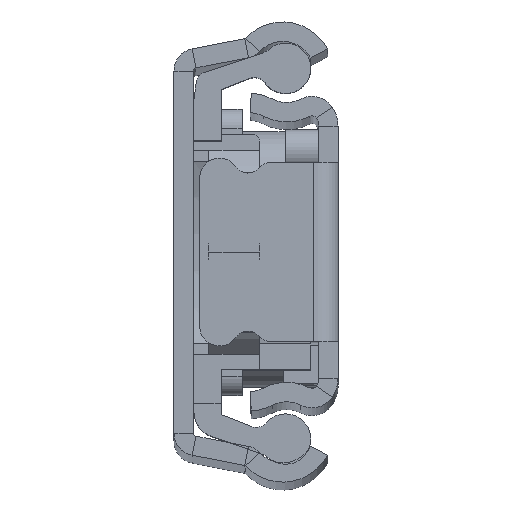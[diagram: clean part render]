
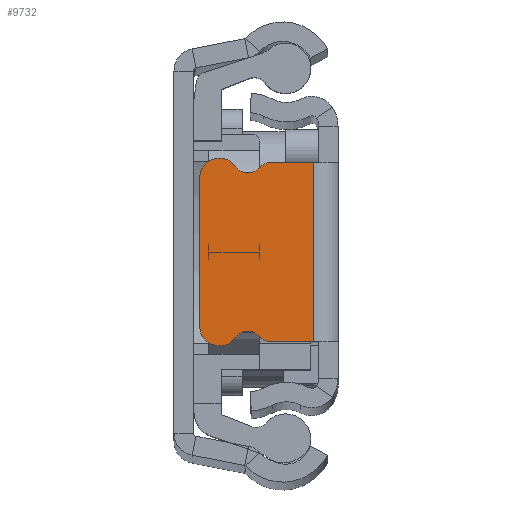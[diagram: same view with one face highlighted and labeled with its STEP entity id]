
A CAD part, top view. The second image highlights one B-rep face of the part: STEP entity #9732.
In plain terms, the highlighted planar face has unit normal (0, 0, 1).
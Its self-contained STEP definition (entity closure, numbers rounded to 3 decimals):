
#236 = CARTESIAN_POINT ( 'NONE',  ( -6.99, 7.212, 0. ) ) ;
#238 = ORIENTED_EDGE ( 'NONE', *, *, #3882, .T. ) ;
#356 = CARTESIAN_POINT ( 'NONE',  ( -6.99, -7.212, 0. ) ) ;
#395 = EDGE_CURVE ( 'NONE', #4733, #12672, #6384, .T. ) ;
#528 = EDGE_CURVE ( 'NONE', #2033, #13801, #6521, .T. ) ;
#532 = CARTESIAN_POINT ( 'NONE',  ( -6.99, 7.212, 0. ) ) ;
#575 = EDGE_CURVE ( 'NONE', #8828, #5224, #7653, .T. ) ;
#628 = VECTOR ( 'NONE', #2621, 1000. ) ;
#659 = CARTESIAN_POINT ( 'NONE',  ( -9.2, -7.25, 0. ) ) ;
#756 = CARTESIAN_POINT ( 'NONE',  ( 1.206, 6.95, 0. ) ) ;
#786 = EDGE_CURVE ( 'NONE', #11088, #8828, #15148, .T. ) ;
#903 = VERTEX_POINT ( 'NONE', #659 ) ;
#920 = CARTESIAN_POINT ( 'NONE',  ( -10.7, 5.75, 0. ) ) ;
#946 = ORIENTED_EDGE ( 'NONE', *, *, #2605, .T. ) ;
#988 = CARTESIAN_POINT ( 'NONE',  ( -1.9, -7.25, 0. ) ) ;
#1325 = DIRECTION ( 'NONE',  ( 0., 0., 1. ) ) ;
#1536 = CARTESIAN_POINT ( 'NONE',  ( -9.2, 5.75, 0. ) ) ;
#1571 = EDGE_CURVE ( 'NONE', #5224, #7695, #9821, .T. ) ;
#1572 = LINE ( 'NONE', #13680, #10538 ) ;
#1783 = DIRECTION ( 'NONE',  ( 0., -1., 0. ) ) ;
#2033 = VERTEX_POINT ( 'NONE', #4283 ) ;
#2124 = CARTESIAN_POINT ( 'NONE',  ( -5.078, 5.45, 0. ) ) ;
#2556 = CIRCLE ( 'NONE', #11355, 1.5 ) ;
#2605 = EDGE_CURVE ( 'NONE', #13801, #13913, #2556, .T. ) ;
#2621 = DIRECTION ( 'NONE',  ( 1., 0., 0. ) ) ;
#2783 = DIRECTION ( 'NONE',  ( -1., 0., 0. ) ) ;
#3044 = CARTESIAN_POINT ( 'NONE',  ( -7.9, 6.593, 0. ) ) ;
#3099 = EDGE_CURVE ( 'NONE', #4663, #11088, #10341, .T. ) ;
#3266 = PLANE ( 'NONE',  #3719 ) ;
#3350 = ORIENTED_EDGE ( 'NONE', *, *, #786, .T. ) ;
#3373 = DIRECTION ( 'NONE',  ( 0., 1., 0. ) ) ;
#3516 = ORIENTED_EDGE ( 'NONE', *, *, #6700, .T. ) ;
#3719 = AXIS2_PLACEMENT_3D ( 'NONE', #15288, #15208, #8091 ) ;
#3804 = DIRECTION ( 'NONE',  ( 0., -1., 0. ) ) ;
#3824 = DIRECTION ( 'NONE',  ( 0., 1., 0. ) ) ;
#3843 = DIRECTION ( 'NONE',  ( -1., 0., 0. ) ) ;
#3882 = EDGE_CURVE ( 'NONE', #12672, #8706, #1572, .T. ) ;
#3903 = CARTESIAN_POINT ( 'NONE',  ( 0., -6.95, 0. ) ) ;
#4134 = CIRCLE ( 'NONE', #5139, 1.5 ) ;
#4283 = CARTESIAN_POINT ( 'NONE',  ( -1.9, 6.95, 0. ) ) ;
#4424 = CARTESIAN_POINT ( 'NONE',  ( -10.7, 0., 0. ) ) ;
#4451 = VERTEX_POINT ( 'NONE', #7336 ) ;
#4663 = VERTEX_POINT ( 'NONE', #6375 ) ;
#4670 = CIRCLE ( 'NONE', #5716, 1.1 ) ;
#4733 = VERTEX_POINT ( 'NONE', #3044 ) ;
#4783 = ORIENTED_EDGE ( 'NONE', *, *, #7383, .T. ) ;
#5124 = ORIENTED_EDGE ( 'NONE', *, *, #12610, .T. ) ;
#5139 = AXIS2_PLACEMENT_3D ( 'NONE', #1536, #8853, #2783 ) ;
#5180 = VECTOR ( 'NONE', #11425, 1000. ) ;
#5224 = VERTEX_POINT ( 'NONE', #13231 ) ;
#5383 = AXIS2_PLACEMENT_3D ( 'NONE', #356, #13404, #3804 ) ;
#5402 = VECTOR ( 'NONE', #5874, 1000. ) ;
#5551 = LINE ( 'NONE', #4424, #5180 ) ;
#5637 = AXIS2_PLACEMENT_3D ( 'NONE', #7222, #15200, #14255 ) ;
#5716 = AXIS2_PLACEMENT_3D ( 'NONE', #532, #7853, #1783 ) ;
#5743 = DIRECTION ( 'NONE',  ( 0., 0., 1. ) ) ;
#5805 = DIRECTION ( 'NONE',  ( 0., 1., 0. ) ) ;
#5815 = ORIENTED_EDGE ( 'NONE', *, *, #395, .T. ) ;
#5874 = DIRECTION ( 'NONE',  ( 0., -1., 0. ) ) ;
#6375 = CARTESIAN_POINT ( 'NONE',  ( -9.14, -7.25, 0. ) ) ;
#6384 = CIRCLE ( 'NONE', #7644, 1.5 ) ;
#6432 = CIRCLE ( 'NONE', #8446, 1.1 ) ;
#6521 = LINE ( 'NONE', #756, #9895 ) ;
#6700 = EDGE_CURVE ( 'NONE', #9656, #8144, #5551, .T. ) ;
#7222 = CARTESIAN_POINT ( 'NONE',  ( -5.078, -5.45, 0. ) ) ;
#7336 = CARTESIAN_POINT ( 'NONE',  ( -6.99, 6.112, 0. ) ) ;
#7383 = EDGE_CURVE ( 'NONE', #4451, #4733, #4670, .T. ) ;
#7454 = CARTESIAN_POINT ( 'NONE',  ( -6.181, -6.467, 0. ) ) ;
#7550 = DIRECTION ( 'NONE',  ( 1., 0., 0. ) ) ;
#7644 = AXIS2_PLACEMENT_3D ( 'NONE', #12096, #1325, #3824 ) ;
#7653 = CIRCLE ( 'NONE', #5637, 1.5 ) ;
#7695 = VERTEX_POINT ( 'NONE', #14495 ) ;
#7853 = DIRECTION ( 'NONE',  ( 0., 0., -1. ) ) ;
#8025 = DIRECTION ( 'NONE',  ( -1., 0., 0. ) ) ;
#8091 = DIRECTION ( 'NONE',  ( -1., 0., 0. ) ) ;
#8144 = VERTEX_POINT ( 'NONE', #11788 ) ;
#8446 = AXIS2_PLACEMENT_3D ( 'NONE', #236, #11231, #8952 ) ;
#8624 = CARTESIAN_POINT ( 'NONE',  ( -9.14, 7.25, 0. ) ) ;
#8633 = ORIENTED_EDGE ( 'NONE', *, *, #13502, .T. ) ;
#8706 = VERTEX_POINT ( 'NONE', #13341 ) ;
#8828 = VERTEX_POINT ( 'NONE', #7454 ) ;
#8853 = DIRECTION ( 'NONE',  ( 0., 0., 1. ) ) ;
#8908 = ORIENTED_EDGE ( 'NONE', *, *, #575, .T. ) ;
#8952 = DIRECTION ( 'NONE',  ( 0., -1., 0. ) ) ;
#9493 = LINE ( 'NONE', #988, #5402 ) ;
#9656 = VERTEX_POINT ( 'NONE', #920 ) ;
#9732 = ADVANCED_FACE ( 'NONE', ( #12430 ), #3266, .F. ) ;
#9821 = LINE ( 'NONE', #3903, #15461 ) ;
#9895 = VECTOR ( 'NONE', #15130, 1000. ) ;
#9898 = AXIS2_PLACEMENT_3D ( 'NONE', #10523, #5743, #8025 ) ;
#10341 = CIRCLE ( 'NONE', #14595, 1.5 ) ;
#10503 = EDGE_LOOP ( 'NONE', ( #12415, #11832, #11520, #946, #8633, #4783, #5815, #238, #5124, #3516, #13821, #14098, #13538, #3350, #8908 ) ) ;
#10523 = CARTESIAN_POINT ( 'NONE',  ( -9.2, -5.75, 0. ) ) ;
#10538 = VECTOR ( 'NONE', #3843, 1000. ) ;
#10910 = CIRCLE ( 'NONE', #9898, 1.5 ) ;
#11088 = VERTEX_POINT ( 'NONE', #14674 ) ;
#11231 = DIRECTION ( 'NONE',  ( 0., 0., -1. ) ) ;
#11355 = AXIS2_PLACEMENT_3D ( 'NONE', #2124, #12986, #3373 ) ;
#11425 = DIRECTION ( 'NONE',  ( 0., -1., 0. ) ) ;
#11520 = ORIENTED_EDGE ( 'NONE', *, *, #528, .T. ) ;
#11788 = CARTESIAN_POINT ( 'NONE',  ( -10.7, -5.75, 0. ) ) ;
#11832 = ORIENTED_EDGE ( 'NONE', *, *, #12435, .F. ) ;
#11970 = EDGE_CURVE ( 'NONE', #8144, #903, #10910, .T. ) ;
#12096 = CARTESIAN_POINT ( 'NONE',  ( -9.14, 5.75, 0. ) ) ;
#12415 = ORIENTED_EDGE ( 'NONE', *, *, #1571, .T. ) ;
#12430 = FACE_OUTER_BOUND ( 'NONE', #10503, .T. ) ;
#12435 = EDGE_CURVE ( 'NONE', #2033, #7695, #9493, .T. ) ;
#12610 = EDGE_CURVE ( 'NONE', #8706, #9656, #4134, .T. ) ;
#12672 = VERTEX_POINT ( 'NONE', #8624 ) ;
#12704 = EDGE_CURVE ( 'NONE', #903, #4663, #14574, .T. ) ;
#12986 = DIRECTION ( 'NONE',  ( 0., 0., 1. ) ) ;
#13028 = CARTESIAN_POINT ( 'NONE',  ( -5.078, 6.95, 0. ) ) ;
#13231 = CARTESIAN_POINT ( 'NONE',  ( -5.078, -6.95, 0. ) ) ;
#13341 = CARTESIAN_POINT ( 'NONE',  ( -9.2, 7.25, 0. ) ) ;
#13404 = DIRECTION ( 'NONE',  ( 0., 0., -1. ) ) ;
#13405 = CARTESIAN_POINT ( 'NONE',  ( 0., -7.25, 0. ) ) ;
#13409 = CARTESIAN_POINT ( 'NONE',  ( -6.181, 6.467, 0. ) ) ;
#13502 = EDGE_CURVE ( 'NONE', #13913, #4451, #6432, .T. ) ;
#13538 = ORIENTED_EDGE ( 'NONE', *, *, #3099, .T. ) ;
#13680 = CARTESIAN_POINT ( 'NONE',  ( 0., 7.25, 0. ) ) ;
#13801 = VERTEX_POINT ( 'NONE', #13028 ) ;
#13821 = ORIENTED_EDGE ( 'NONE', *, *, #11970, .T. ) ;
#13913 = VERTEX_POINT ( 'NONE', #13409 ) ;
#14098 = ORIENTED_EDGE ( 'NONE', *, *, #12704, .T. ) ;
#14182 = DIRECTION ( 'NONE',  ( 0., 0., 1. ) ) ;
#14255 = DIRECTION ( 'NONE',  ( 0., 1., 0. ) ) ;
#14495 = CARTESIAN_POINT ( 'NONE',  ( -1.9, -6.95, 0. ) ) ;
#14574 = LINE ( 'NONE', #13405, #628 ) ;
#14595 = AXIS2_PLACEMENT_3D ( 'NONE', #15440, #14182, #5805 ) ;
#14674 = CARTESIAN_POINT ( 'NONE',  ( -7.9, -6.593, 0. ) ) ;
#15130 = DIRECTION ( 'NONE',  ( -1., 0., 0. ) ) ;
#15148 = CIRCLE ( 'NONE', #5383, 1.1 ) ;
#15200 = DIRECTION ( 'NONE',  ( 0., 0., 1. ) ) ;
#15208 = DIRECTION ( 'NONE',  ( 0., 0., -1. ) ) ;
#15288 = CARTESIAN_POINT ( 'NONE',  ( 0., 0., 0. ) ) ;
#15440 = CARTESIAN_POINT ( 'NONE',  ( -9.14, -5.75, 0. ) ) ;
#15461 = VECTOR ( 'NONE', #7550, 1000. ) ;
